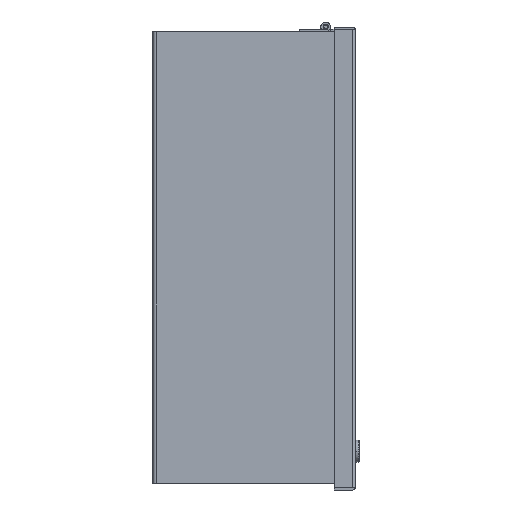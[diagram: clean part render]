
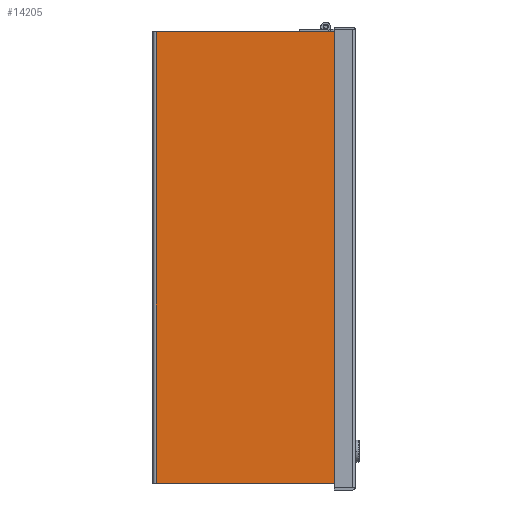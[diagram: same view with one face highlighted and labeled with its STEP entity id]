
A CAD part, front view. The second image highlights one B-rep face of the part: STEP entity #14205.
In plain terms, the highlighted face is planar.
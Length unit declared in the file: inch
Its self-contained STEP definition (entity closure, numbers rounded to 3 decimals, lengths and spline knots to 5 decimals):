
#229 = EDGE_CURVE ( 'NONE', #24213, #13588, #4296, .T. ) ;
#3132 = ORIENTED_EDGE ( 'NONE', *, *, #5421, .T. ) ;
#3325 = FACE_OUTER_BOUND ( 'NONE', #18178, .T. ) ;
#3971 = EDGE_CURVE ( 'NONE', #6977, #13588, #12598, .T. ) ;
#4296 = LINE ( 'NONE', #12982, #24454 ) ;
#4344 = DIRECTION ( 'NONE',  ( 1., 0., 0. ) ) ;
#5421 = EDGE_CURVE ( 'NONE', #8110, #6977, #11255, .T. ) ;
#5495 = EDGE_CURVE ( 'NONE', #24213, #8110, #7868, .T. ) ;
#6031 = VECTOR ( 'NONE', #4344, 39.37008 ) ;
#6887 = CARTESIAN_POINT ( 'NONE',  ( -8., -6.892, -8. ) ) ;
#6977 = VERTEX_POINT ( 'NONE', #7833 ) ;
#7632 = ORIENTED_EDGE ( 'NONE', *, *, #5495, .T. ) ;
#7833 = CARTESIAN_POINT ( 'NONE',  ( 8., -0.108, -8. ) ) ;
#7868 = LINE ( 'NONE', #18483, #10970 ) ;
#8110 = VERTEX_POINT ( 'NONE', #9771 ) ;
#8545 = DIRECTION ( 'NONE',  ( 0., 0., -1. ) ) ;
#9771 = CARTESIAN_POINT ( 'NONE',  ( -8., -0.108, -8. ) ) ;
#10970 = VECTOR ( 'NONE', #16545, 39.37008 ) ;
#11255 = LINE ( 'NONE', #14142, #6031 ) ;
#11906 = AXIS2_PLACEMENT_3D ( 'NONE', #14411, #8545, #24145 ) ;
#12254 = PLANE ( 'NONE',  #11906 ) ;
#12598 = LINE ( 'NONE', #24183, #15070 ) ;
#12982 = CARTESIAN_POINT ( 'NONE',  ( 8., -6.892, -8. ) ) ;
#13588 = VERTEX_POINT ( 'NONE', #17055 ) ;
#14142 = CARTESIAN_POINT ( 'NONE',  ( -8., -0.108, -8. ) ) ;
#14205 = ADVANCED_FACE ( 'NONE', ( #3325 ), #12254, .T. ) ;
#14411 = CARTESIAN_POINT ( 'NONE',  ( -8., -0.0625, -8. ) ) ;
#14720 = DIRECTION ( 'NONE',  ( 1., 0., 0. ) ) ;
#15010 = ORIENTED_EDGE ( 'NONE', *, *, #3971, .T. ) ;
#15070 = VECTOR ( 'NONE', #20421, 39.37008 ) ;
#16545 = DIRECTION ( 'NONE',  ( 0., 1., 0. ) ) ;
#17055 = CARTESIAN_POINT ( 'NONE',  ( 8., -6.892, -8. ) ) ;
#18178 = EDGE_LOOP ( 'NONE', ( #7632, #3132, #15010, #21297 ) ) ;
#18483 = CARTESIAN_POINT ( 'NONE',  ( -8., -0.072, -8. ) ) ;
#20421 = DIRECTION ( 'NONE',  ( 0., -1., 0. ) ) ;
#21297 = ORIENTED_EDGE ( 'NONE', *, *, #229, .F. ) ;
#24145 = DIRECTION ( 'NONE',  ( 0., 1., 0. ) ) ;
#24183 = CARTESIAN_POINT ( 'NONE',  ( 8., -0.072, -8. ) ) ;
#24213 = VERTEX_POINT ( 'NONE', #6887 ) ;
#24454 = VECTOR ( 'NONE', #14720, 39.37008 ) ;
